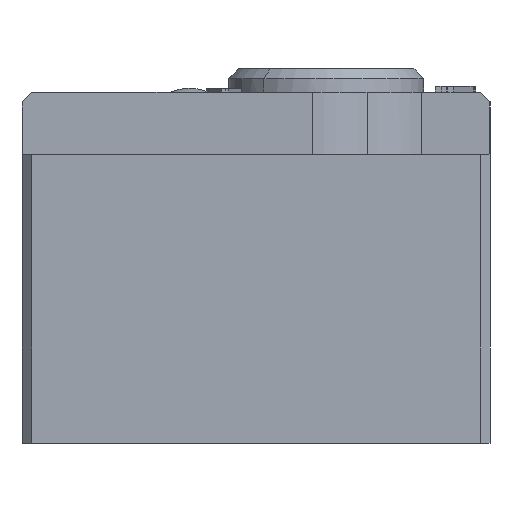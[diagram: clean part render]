
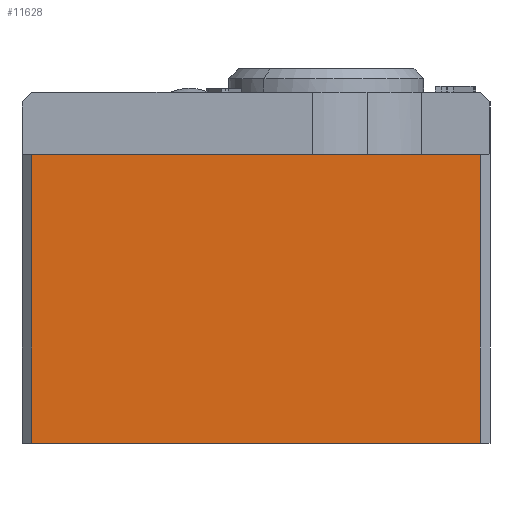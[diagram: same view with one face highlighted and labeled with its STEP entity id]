
A CAD part, front view. The second image highlights one B-rep face of the part: STEP entity #11628.
In plain terms, the highlighted planar face has unit normal (0, -1, 0).
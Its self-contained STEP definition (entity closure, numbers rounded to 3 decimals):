
#11608=AXIS2_PLACEMENT_3D('Plane Axis2P3D',#11605,#11606,#11607) ;
#10894=CARTESIAN_POINT('Vertex',(23.5,0.,0.)) ;
#10897=CARTESIAN_POINT('Line Origine',(12.,0.,0.)) ;
#10901=CARTESIAN_POINT('Vertex',(0.5,0.,0.)) ;
#11590=CARTESIAN_POINT('Vertex',(23.5,0.,14.8)) ;
#11593=CARTESIAN_POINT('Line Origine',(23.5,0.,7.4)) ;
#11605=CARTESIAN_POINT('Axis2P3D Location',(0.,0.,0.)) ;
#11610=CARTESIAN_POINT('Line Origine',(12.,0.,14.8)) ;
#11614=CARTESIAN_POINT('Vertex',(0.5,0.,14.8)) ;
#11617=CARTESIAN_POINT('Line Origine',(0.5,0.,7.4)) ;
#10898=DIRECTION('Vector Direction',(1.,0.,0.)) ;
#11594=DIRECTION('Vector Direction',(0.,0.,-1.)) ;
#11606=DIRECTION('Axis2P3D Direction',(0.,-1.,0.)) ;
#11607=DIRECTION('Axis2P3D XDirection',(1.,0.,0.)) ;
#11611=DIRECTION('Vector Direction',(-1.,0.,0.)) ;
#11618=DIRECTION('Vector Direction',(0.,0.,1.)) ;
#10899=VECTOR('Line Direction',#10898,1.) ;
#11595=VECTOR('Line Direction',#11594,1.) ;
#11612=VECTOR('Line Direction',#11611,1.) ;
#11619=VECTOR('Line Direction',#11618,1.) ;
#11623=ORIENTED_EDGE('',*,*,#11597,.F.) ;
#11624=ORIENTED_EDGE('',*,*,#11616,.T.) ;
#11625=ORIENTED_EDGE('',*,*,#11621,.F.) ;
#11626=ORIENTED_EDGE('',*,*,#10903,.T.) ;
#11628=ADVANCED_FACE('Hauptk\X2\00F6\X0\rper',(#11627),#11609,.T.) ;
#10903=EDGE_CURVE('',#10902,#10895,#10900,.T.) ;
#11597=EDGE_CURVE('',#11591,#10895,#11596,.T.) ;
#11616=EDGE_CURVE('',#11591,#11615,#11613,.T.) ;
#11621=EDGE_CURVE('',#10902,#11615,#11620,.T.) ;
#11622=EDGE_LOOP('',(#11623,#11624,#11625,#11626)) ;
#11627=FACE_OUTER_BOUND('',#11622,.T.) ;
#10900=LINE('Line',#10897,#10899) ;
#11596=LINE('Line',#11593,#11595) ;
#11613=LINE('Line',#11610,#11612) ;
#11620=LINE('Line',#11617,#11619) ;
#11609=PLANE('',#11608) ;
#10895=VERTEX_POINT('',#10894) ;
#10902=VERTEX_POINT('',#10901) ;
#11591=VERTEX_POINT('',#11590) ;
#11615=VERTEX_POINT('',#11614) ;
